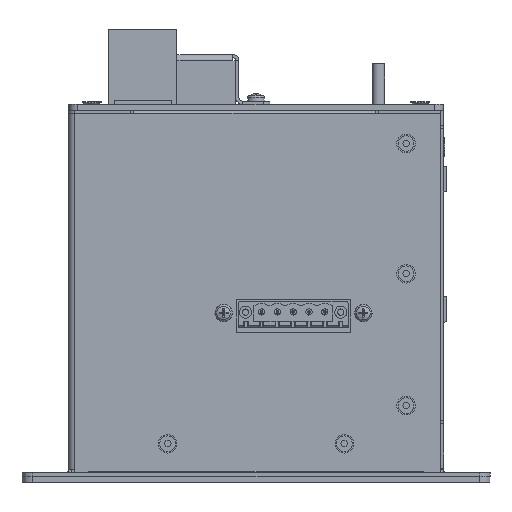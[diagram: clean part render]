
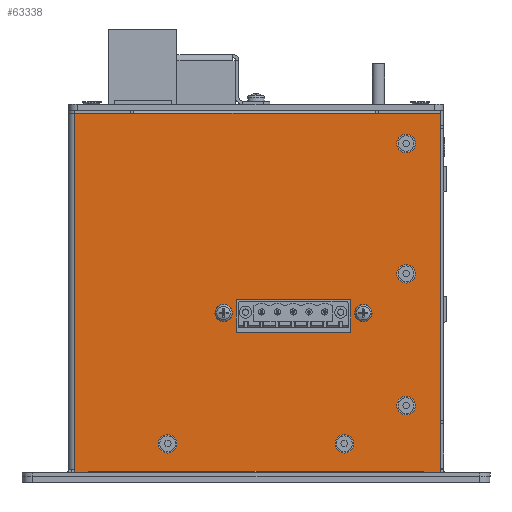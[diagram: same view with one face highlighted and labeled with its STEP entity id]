
A CAD part, left-side view. The second image highlights one B-rep face of the part: STEP entity #63338.
In plain terms, the highlighted planar face has unit normal (-1, 0, 0).
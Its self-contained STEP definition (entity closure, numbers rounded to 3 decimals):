
#2787=FACE_BOUND('',#9846,.T.);
#2788=FACE_BOUND('',#9847,.T.);
#2789=FACE_BOUND('',#9848,.T.);
#2790=FACE_BOUND('',#9849,.T.);
#2791=FACE_BOUND('',#9850,.T.);
#2792=FACE_BOUND('',#9851,.T.);
#2793=FACE_BOUND('',#9852,.T.);
#2794=FACE_BOUND('',#9853,.T.);
#3470=PLANE('',#67565);
#6270=FACE_OUTER_BOUND('',#9845,.T.);
#9845=EDGE_LOOP('',(#44650,#44651,#44652,#44653,#44654,#44655,#44656,#44657,
#44658));
#9846=EDGE_LOOP('',(#44659));
#9847=EDGE_LOOP('',(#44660));
#9848=EDGE_LOOP('',(#44661,#44662,#44663,#44664));
#9849=EDGE_LOOP('',(#44665));
#9850=EDGE_LOOP('',(#44666));
#9851=EDGE_LOOP('',(#44667));
#9852=EDGE_LOOP('',(#44668));
#9853=EDGE_LOOP('',(#44669));
#14067=LINE('',#91685,#20936);
#14071=LINE('',#91693,#20940);
#14074=LINE('',#91699,#20943);
#14077=LINE('',#91704,#20946);
#14106=LINE('',#91772,#20975);
#14115=LINE('',#91790,#20984);
#14118=LINE('',#91796,#20987);
#14120=LINE('',#91800,#20989);
#14121=LINE('',#91802,#20990);
#14122=LINE('',#91804,#20991);
#14123=LINE('',#91806,#20992);
#14124=LINE('',#91808,#20993);
#14125=LINE('',#91809,#20994);
#20936=VECTOR('',#73310,10.);
#20940=VECTOR('',#73316,10.);
#20943=VECTOR('',#73321,10.);
#20946=VECTOR('',#73326,10.);
#20975=VECTOR('',#73385,10.);
#20984=VECTOR('',#73400,10.);
#20987=VECTOR('',#73405,10.);
#20989=VECTOR('',#73409,1.44);
#20990=VECTOR('',#73410,10.);
#20991=VECTOR('',#73411,10.);
#20992=VECTOR('',#73412,10.);
#20993=VECTOR('',#73413,10.);
#20994=VECTOR('',#73414,1.44);
#27803=CIRCLE('',#67537,1.75);
#27805=CIRCLE('',#67540,1.75);
#27811=CIRCLE('',#67566,2.55);
#27812=CIRCLE('',#67567,2.55);
#27813=CIRCLE('',#67568,2.55);
#27814=CIRCLE('',#67569,2.55);
#27815=CIRCLE('',#67570,2.55);
#29689=VERTEX_POINT('',#91671);
#29691=VERTEX_POINT('',#91677);
#29693=VERTEX_POINT('',#91683);
#29694=VERTEX_POINT('',#91684);
#29697=VERTEX_POINT('',#91692);
#29699=VERTEX_POINT('',#91698);
#29723=VERTEX_POINT('',#91769);
#29724=VERTEX_POINT('',#91771);
#29730=VERTEX_POINT('',#91789);
#29732=VERTEX_POINT('',#91795);
#29733=VERTEX_POINT('',#91799);
#29734=VERTEX_POINT('',#91801);
#29735=VERTEX_POINT('',#91803);
#29736=VERTEX_POINT('',#91805);
#29737=VERTEX_POINT('',#91807);
#29738=VERTEX_POINT('',#91810);
#29739=VERTEX_POINT('',#91812);
#29740=VERTEX_POINT('',#91814);
#29741=VERTEX_POINT('',#91816);
#29742=VERTEX_POINT('',#91818);
#35491=EDGE_CURVE('',#29689,#29689,#27803,.T.);
#35494=EDGE_CURVE('',#29691,#29691,#27805,.T.);
#35497=EDGE_CURVE('',#29693,#29694,#14067,.T.);
#35501=EDGE_CURVE('',#29697,#29693,#14071,.T.);
#35504=EDGE_CURVE('',#29699,#29697,#14074,.T.);
#35507=EDGE_CURVE('',#29694,#29699,#14077,.T.);
#35540=EDGE_CURVE('',#29724,#29723,#14106,.T.);
#35549=EDGE_CURVE('',#29730,#29724,#14115,.T.);
#35552=EDGE_CURVE('',#29732,#29730,#14118,.T.);
#35554=EDGE_CURVE('',#29733,#29723,#14120,.T.);
#35555=EDGE_CURVE('',#29734,#29733,#14121,.T.);
#35556=EDGE_CURVE('',#29735,#29734,#14122,.T.);
#35557=EDGE_CURVE('',#29735,#29736,#14123,.T.);
#35558=EDGE_CURVE('',#29736,#29737,#14124,.T.);
#35559=EDGE_CURVE('',#29732,#29737,#14125,.T.);
#35560=EDGE_CURVE('',#29738,#29738,#27811,.T.);
#35561=EDGE_CURVE('',#29739,#29739,#27812,.T.);
#35562=EDGE_CURVE('',#29740,#29740,#27813,.T.);
#35563=EDGE_CURVE('',#29741,#29741,#27814,.T.);
#35564=EDGE_CURVE('',#29742,#29742,#27815,.T.);
#44650=ORIENTED_EDGE('',*,*,#35552,.T.);
#44651=ORIENTED_EDGE('',*,*,#35549,.T.);
#44652=ORIENTED_EDGE('',*,*,#35540,.T.);
#44653=ORIENTED_EDGE('',*,*,#35554,.F.);
#44654=ORIENTED_EDGE('',*,*,#35555,.F.);
#44655=ORIENTED_EDGE('',*,*,#35556,.F.);
#44656=ORIENTED_EDGE('',*,*,#35557,.T.);
#44657=ORIENTED_EDGE('',*,*,#35558,.T.);
#44658=ORIENTED_EDGE('',*,*,#35559,.F.);
#44659=ORIENTED_EDGE('',*,*,#35491,.T.);
#44660=ORIENTED_EDGE('',*,*,#35494,.T.);
#44661=ORIENTED_EDGE('',*,*,#35497,.T.);
#44662=ORIENTED_EDGE('',*,*,#35507,.T.);
#44663=ORIENTED_EDGE('',*,*,#35504,.T.);
#44664=ORIENTED_EDGE('',*,*,#35501,.T.);
#44665=ORIENTED_EDGE('',*,*,#35560,.F.);
#44666=ORIENTED_EDGE('',*,*,#35561,.F.);
#44667=ORIENTED_EDGE('',*,*,#35562,.F.);
#44668=ORIENTED_EDGE('',*,*,#35563,.F.);
#44669=ORIENTED_EDGE('',*,*,#35564,.F.);
#63338=ADVANCED_FACE('',(#6270,#2787,#2788,#2789,#2790,#2791,#2792,#2793,
#2794),#3470,.T.);
#67537=AXIS2_PLACEMENT_3D('',#91672,#73296,#73297);
#67540=AXIS2_PLACEMENT_3D('',#91678,#73303,#73304);
#67565=AXIS2_PLACEMENT_3D('',#91798,#73407,#73408);
#67566=AXIS2_PLACEMENT_3D('',#91811,#73415,#73416);
#67567=AXIS2_PLACEMENT_3D('',#91813,#73417,#73418);
#67568=AXIS2_PLACEMENT_3D('',#91815,#73419,#73420);
#67569=AXIS2_PLACEMENT_3D('',#91817,#73421,#73422);
#67570=AXIS2_PLACEMENT_3D('',#91819,#73423,#73424);
#73296=DIRECTION('center_axis',(1.,0.,0.));
#73297=DIRECTION('ref_axis',(0.,0.,-1.));
#73303=DIRECTION('center_axis',(1.,0.,0.));
#73304=DIRECTION('ref_axis',(0.,0.,-1.));
#73310=DIRECTION('',(0.,-1.,0.));
#73316=DIRECTION('',(0.,0.,1.));
#73321=DIRECTION('',(0.,1.,0.));
#73326=DIRECTION('',(0.,0.,-1.));
#73385=DIRECTION('',(0.,1.,0.));
#73400=DIRECTION('',(0.,0.,-1.));
#73405=DIRECTION('',(0.,-1.,0.));
#73407=DIRECTION('center_axis',(-1.,0.,0.));
#73408=DIRECTION('ref_axis',(0.,0.,
1.));
#73409=DIRECTION('',(0.,0.,1.));
#73410=DIRECTION('',(0.,1.,0.));
#73411=DIRECTION('',(0.,0.,-1.));
#73412=DIRECTION('',(0.,1.,0.));
#73413=DIRECTION('',(0.,1.,0.));
#73414=DIRECTION('',(0.,0.,1.));
#73415=DIRECTION('center_axis',(-1.,0.,0.));
#73416=DIRECTION('ref_axis',(0.,0.,
-1.));
#73417=DIRECTION('center_axis',(-1.,0.,0.));
#73418=DIRECTION('ref_axis',(0.,0.,
-1.));
#73419=DIRECTION('center_axis',(-1.,0.,0.));
#73420=DIRECTION('ref_axis',(0.,0.,
-1.));
#73421=DIRECTION('center_axis',(-1.,0.,0.));
#73422=DIRECTION('ref_axis',(0.,0.,
-1.));
#73423=DIRECTION('center_axis',(-1.,0.,0.));
#73424=DIRECTION('ref_axis',(0.,0.,
-1.));
#91671=CARTESIAN_POINT('',(0.,65.4,-47.285));
#91672=CARTESIAN_POINT('Origin',(0.,65.4,
-49.035));
#91677=CARTESIAN_POINT('',(0.,65.426,-92.385));
#91678=CARTESIAN_POINT('Origin',(0.,65.426,
-94.135));
#91683=CARTESIAN_POINT('',(0.,71.6,-53.135));
#91684=CARTESIAN_POINT('',(0.,61.1,-53.135));
#91685=CARTESIAN_POINT('',(0.,76.05,-53.135));
#91692=CARTESIAN_POINT('',(0.,71.6,-90.035));
#91693=CARTESIAN_POINT('',(0.,71.6,-74.452));
#91698=CARTESIAN_POINT('',(0.,61.1,-90.035));
#91699=CARTESIAN_POINT('',(0.,70.8,-90.035));
#91704=CARTESIAN_POINT('',(0.,61.1,-56.002));
#91769=CARTESIAN_POINT('',(0.,118.,-113.5));
#91771=CARTESIAN_POINT('',(0.,116.5,-113.5));
#91772=CARTESIAN_POINT('',(0.,77.5,-113.5));
#91789=CARTESIAN_POINT('',(0.,116.5,-5.5));
#91790=CARTESIAN_POINT('',(0.,116.5,-32.185));
#91795=CARTESIAN_POINT('',(0.,118.,-5.5));
#91796=CARTESIAN_POINT('',(0.,78.25,-5.5));
#91798=CARTESIAN_POINT('Origin',(0.,80.5,
-58.869));
#91799=CARTESIAN_POINT('',(0.,118.,-119.));
#91800=CARTESIAN_POINT('',(0.,118.,3.524));
#91801=CARTESIAN_POINT('',(0.,1.,-119.));
#91802=CARTESIAN_POINT('',(0.,1.,-119.));
#91803=CARTESIAN_POINT('',(0.,1.,-1.));
#91804=CARTESIAN_POINT('',(0.,1.,-1.));
#91805=CARTESIAN_POINT('',(0.,116.,-1.));
#91806=CARTESIAN_POINT('',(0.,80.5,-1.));
#91807=CARTESIAN_POINT('',(0.,118.,-1.));
#91808=CARTESIAN_POINT('',(0.,38.5,-1.));
#91809=CARTESIAN_POINT('',(0.,118.,3.524));
#91810=CARTESIAN_POINT('',(0.,107.6,-28.45));
#91811=CARTESIAN_POINT('Origin',(0.,107.6,-31.));
#91812=CARTESIAN_POINT('',(0.,10.709,-105.375));
#91813=CARTESIAN_POINT('Origin',(0.,10.709,
-107.925));
#91814=CARTESIAN_POINT('',(0.,95.291,-105.375));
#91815=CARTESIAN_POINT('Origin',(0.,95.291,
-107.925));
#91816=CARTESIAN_POINT('',(0.,52.75,-105.375));
#91817=CARTESIAN_POINT('Origin',(0.,52.75,
-107.925));
#91818=CARTESIAN_POINT('',(0.,107.6,-85.45));
#91819=CARTESIAN_POINT('Origin',(0.,107.6,-88.));
